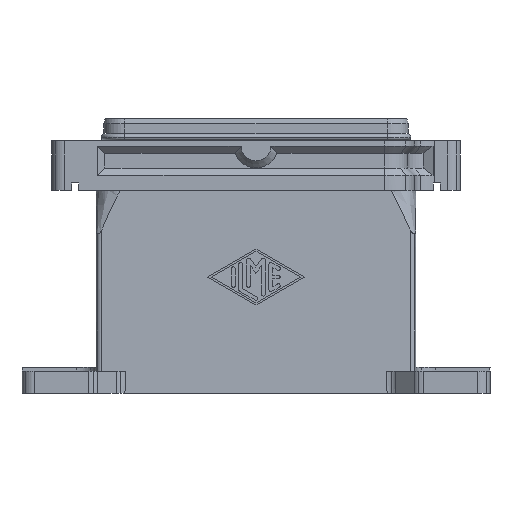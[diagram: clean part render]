
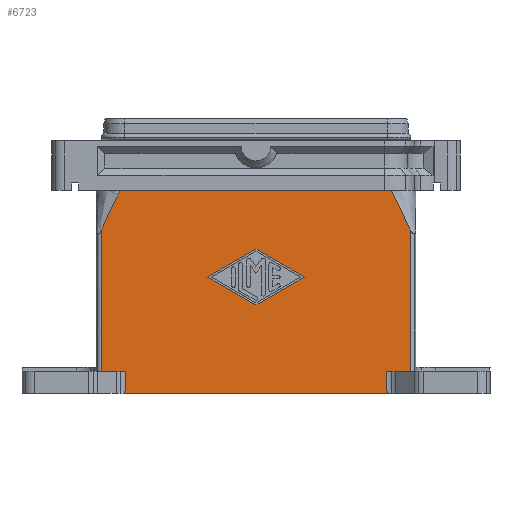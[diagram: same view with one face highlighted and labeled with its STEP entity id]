
A CAD part, front view. The second image highlights one B-rep face of the part: STEP entity #6723.
In plain terms, the highlighted planar face has unit normal (0, -1, 0.024).
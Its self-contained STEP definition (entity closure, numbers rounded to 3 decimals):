
#2740=CARTESIAN_POINT('',(-62.5,-29.78,-73.0));
#2741=VERTEX_POINT('',#2740);
#2749=CARTESIAN_POINT('',(-62.5,-28.4,-16.415));
#2750=VERTEX_POINT('',#2749);
#2751=CARTESIAN_POINT('',(-62.5,-29.78,-73.0));
#2752=DIRECTION('',(0.,0.024,1.));
#2753=VECTOR('',#2752,56.602);
#2754=LINE('',#2751,#2753);
#2755=EDGE_CURVE('',#2741,#2750,#2754,.T.);
#3911=CARTESIAN_POINT('',(52.708,-29.78,-73.0));
#3912=VERTEX_POINT('',#3911);
#3920=CARTESIAN_POINT('',(52.927,-30.0,-82.));
#3921=VERTEX_POINT('',#3920);
#3922=CARTESIAN_POINT('',(52.708,-29.78,-73.0));
#3923=DIRECTION('',(0.024,-0.024,-0.999));
#3924=VECTOR('',#3923,9.005);
#3925=LINE('',#3922,#3924);
#3926=EDGE_CURVE('',#3912,#3921,#3925,.T.);
#3995=CARTESIAN_POINT('',(-52.927,-30.0,-82.));
#3996=VERTEX_POINT('',#3995);
#4004=CARTESIAN_POINT('',(-52.708,-29.78,-73.0));
#4005=VERTEX_POINT('',#4004);
#4006=CARTESIAN_POINT('',(-52.927,-30.0,-82.));
#4007=DIRECTION('',(0.024,0.024,0.999));
#4008=VECTOR('',#4007,9.005);
#4009=LINE('',#4006,#4008);
#4010=EDGE_CURVE('',#3996,#4005,#4009,.T.);
#5805=CARTESIAN_POINT('',(0.,-28.579,-23.75));
#5806=VERTEX_POINT('',#5805);
#5807=CARTESIAN_POINT('',(19.5,-28.854,-35.0));
#5808=VERTEX_POINT('',#5807);
#5809=CARTESIAN_POINT('',(0.,-28.579,-23.75));
#5810=DIRECTION('',(0.866,-0.012,-0.5));
#5811=VECTOR('',#5810,22.514);
#5812=LINE('',#5809,#5811);
#5813=EDGE_CURVE('',#5806,#5808,#5812,.T.);
#5845=CARTESIAN_POINT('',(0.,-29.128,-46.25));
#5846=VERTEX_POINT('',#5845);
#5847=CARTESIAN_POINT('',(19.5,-28.854,-35.0));
#5848=DIRECTION('',(-0.866,-0.012,-0.5));
#5849=VECTOR('',#5848,22.514);
#5850=LINE('',#5847,#5849);
#5851=EDGE_CURVE('',#5808,#5846,#5850,.T.);
#5929=CARTESIAN_POINT('',(-19.5,-28.854,-35.0));
#5930=VERTEX_POINT('',#5929);
#5931=CARTESIAN_POINT('',(0.,-29.128,-46.25));
#5932=DIRECTION('',(-0.866,0.012,0.5));
#5933=VECTOR('',#5932,22.514);
#5934=LINE('',#5931,#5933);
#5935=EDGE_CURVE('',#5846,#5930,#5934,.T.);
#5960=CARTESIAN_POINT('',(-19.5,-28.854,-35.0));
#5961=DIRECTION('',(0.866,0.012,0.5));
#5962=VECTOR('',#5961,22.514);
#5963=LINE('',#5960,#5962);
#5964=EDGE_CURVE('',#5930,#5806,#5963,.T.);
#6633=CARTESIAN_POINT('',(64.5,-30.0,-82.));
#6634=DIRECTION('',(0.0,1.,-0.024));
#6635=DIRECTION('',(0.0,0.024,1.));
#6636=AXIS2_PLACEMENT_3D('',#6633,#6634,#6635);
#6637=PLANE('',#6636);
#6638=ORIENTED_EDGE('',*,*,#4010,.F.);
#6639=CARTESIAN_POINT('',(52.927,-30.0,-82.));
#6640=DIRECTION('',(-1.0,0.0,0.0));
#6641=VECTOR('',#6640,105.855);
#6642=LINE('',#6639,#6641);
#6643=EDGE_CURVE('',#3921,#3996,#6642,.T.);
#6644=ORIENTED_EDGE('',*,*,#6643,.F.);
#6645=ORIENTED_EDGE('',*,*,#3926,.F.);
#6646=CARTESIAN_POINT('',(62.5,-29.78,-73.0));
#6647=VERTEX_POINT('',#6646);
#6648=CARTESIAN_POINT('',(52.708,-29.78,-73.0));
#6649=DIRECTION('',(1.0,0.0,0.0));
#6650=VECTOR('',#6649,9.792);
#6651=LINE('',#6648,#6650);
#6652=EDGE_CURVE('',#3912,#6647,#6651,.T.);
#6653=ORIENTED_EDGE('',*,*,#6652,.T.);
#6654=CARTESIAN_POINT('',(62.5,-28.4,-16.415));
#6655=VERTEX_POINT('',#6654);
#6656=CARTESIAN_POINT('',(62.5,-28.4,-16.415));
#6657=DIRECTION('',(0.,-0.024,-1.));
#6658=VECTOR('',#6657,56.602);
#6659=LINE('',#6656,#6658);
#6660=EDGE_CURVE('',#6655,#6647,#6659,.T.);
#6661=ORIENTED_EDGE('',*,*,#6660,.F.);
#6662=CARTESIAN_POINT('',(54.5,-28.0,0.0));
#6663=VERTEX_POINT('',#6662);
#6664=CARTESIAN_POINT('',(62.5,-28.4,-16.415));
#6665=CARTESIAN_POINT('',(62.21,-28.383,-15.705));
#6666=CARTESIAN_POINT('',(61.912,-28.366,-14.993));
#6667=CARTESIAN_POINT('',(60.62,-28.292,-11.958));
#6668=CARTESIAN_POINT('',(59.495,-28.23,-9.446));
#6669=CARTESIAN_POINT('',(56.993,-28.101,-4.147));
#6670=CARTESIAN_POINT('',(55.78,-28.044,-1.794));
#6671=CARTESIAN_POINT('',(54.949,-28.012,-0.487));
#6672=CARTESIAN_POINT('',(54.76,-28.005,-0.204));
#6673=CARTESIAN_POINT('',(54.598,-28.001,-0.05));
#6674=CARTESIAN_POINT('',(54.572,-28.001,-0.029));
#6675=CARTESIAN_POINT('',(54.539,-28.,-0.01));
#6676=CARTESIAN_POINT('',(54.529,-28.,-0.006));
#6677=CARTESIAN_POINT('',(54.514,-28.,-0.001));
#6678=CARTESIAN_POINT('',(54.507,-28.0,0.0));
#6679=CARTESIAN_POINT('',(54.5,-28.0,0.0));
#6680=B_SPLINE_CURVE_WITH_KNOTS('',3,(#6664,#6665,#6666,#6667,#6668,#6669,#6670,#6671,#6672,#6673,#6674,#6675,#6676,#6677,#6678,#6679),.UNSPECIFIED.,.F.,.U.,(4,2,2,2,2,2,2,4),(0.168,0.391,1.152,2.143,2.322,2.353,2.363,2.37),.UNSPECIFIED.);
#6681=EDGE_CURVE('',#6655,#6663,#6680,.T.);
#6682=ORIENTED_EDGE('',*,*,#6681,.T.);
#6683=CARTESIAN_POINT('',(-54.5,-28.,0.0));
#6684=VERTEX_POINT('',#6683);
#6685=CARTESIAN_POINT('',(-54.5,-28.,0.0));
#6686=DIRECTION('',(1.0,0.0,0.0));
#6687=VECTOR('',#6686,109.);
#6688=LINE('',#6685,#6687);
#6689=EDGE_CURVE('',#6684,#6663,#6688,.T.);
#6690=ORIENTED_EDGE('',*,*,#6689,.F.);
#6691=CARTESIAN_POINT('',(-54.5,-28.,0.0));
#6692=CARTESIAN_POINT('',(-54.508,-28.,0.));
#6693=CARTESIAN_POINT('',(-54.516,-28.,-0.002));
#6694=CARTESIAN_POINT('',(-54.538,-28.,-0.009));
#6695=CARTESIAN_POINT('',(-54.554,-28.,-0.018));
#6696=CARTESIAN_POINT('',(-54.613,-28.001,-0.059));
#6697=CARTESIAN_POINT('',(-54.662,-28.003,-0.111));
#6698=CARTESIAN_POINT('',(-54.842,-28.008,-0.323));
#6699=CARTESIAN_POINT('',(-55.01,-28.014,-0.58));
#6700=CARTESIAN_POINT('',(-55.739,-28.043,-1.754));
#6701=CARTESIAN_POINT('',(-56.517,-28.08,-3.28));
#6702=CARTESIAN_POINT('',(-58.662,-28.184,-7.543));
#6703=CARTESIAN_POINT('',(-60.873,-28.303,-12.44));
#6704=CARTESIAN_POINT('',(-62.5,-28.4,-16.415));
#6705=B_SPLINE_CURVE_WITH_KNOTS('',3,(#6691,#6692,#6693,#6694,#6695,#6696,#6697,#6698,#6699,#6700,#6701,#6702,#6703,#6704),.UNSPECIFIED.,.F.,.U.,(4,2,2,2,2,2,4),(0.0,0.002,0.007,0.022,0.07,0.286,1.294),.UNSPECIFIED.);
#6706=EDGE_CURVE('',#6684,#2750,#6705,.T.);
#6707=ORIENTED_EDGE('',*,*,#6706,.T.);
#6708=ORIENTED_EDGE('',*,*,#2755,.F.);
#6709=CARTESIAN_POINT('',(-52.708,-29.78,-73.0));
#6710=DIRECTION('',(-1.0,0.0,0.0));
#6711=VECTOR('',#6710,9.792);
#6712=LINE('',#6709,#6711);
#6713=EDGE_CURVE('',#4005,#2741,#6712,.T.);
#6714=ORIENTED_EDGE('',*,*,#6713,.F.);
#6715=EDGE_LOOP('',(#6638,#6644,#6645,#6653,#6661,#6682,#6690,#6707,#6708,#6714));
#6716=FACE_OUTER_BOUND('',#6715,.T.);
#6717=ORIENTED_EDGE('',*,*,#5935,.T.);
#6718=ORIENTED_EDGE('',*,*,#5964,.T.);
#6719=ORIENTED_EDGE('',*,*,#5813,.T.);
#6720=ORIENTED_EDGE('',*,*,#5851,.T.);
#6721=EDGE_LOOP('',(#6717,#6718,#6719,#6720));
#6722=FACE_BOUND('',#6721,.T.);
#6723=ADVANCED_FACE('',(#6716,#6722),#6637,.F.);
